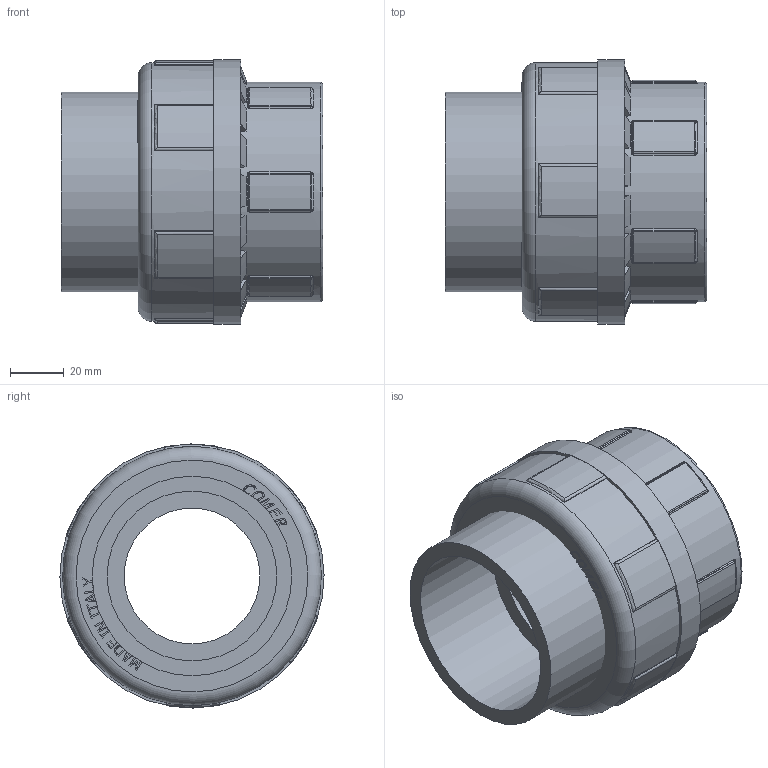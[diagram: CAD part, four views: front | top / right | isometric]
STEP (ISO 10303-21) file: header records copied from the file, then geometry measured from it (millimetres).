
FILE_DESCRIPTION(/* description */ (''),/* implementation_level */ '2;1');
FILE_NAME(/* name */ 'UN800630.stp',/* time_stamp */ '2016-11-11T16:10:24+01:00',/* author */ ('Gabriele'),/* organization */ (''),/* preprocessor_version */ 'ST-DEVELOPER v16.5',/* originating_system */ 'Autodesk Inventor 2017',/* authorisation */ '');
FILE_SCHEMA (('AUTOMOTIVE_DESIGN { 1 0 10303 214 3 1 1 }'));
Length unit declared in the file: millimetre
Products named in the file (5): UN800630; UB800630; NU800630; UE800630; LAV6237E
Assembly tree (4 placements, depth 2):
  UN800630
    UB800630
    NU800630
    UE800630
    LAV6237E
Bounding box: 97 x 98 x 98 mm (x, y, z)
Volume: 275614.1 mm3; surface area: 87579.6 mm2
Topology: 4 solids, 4 shells, 518 faces, 1276 edges, 796 vertices
Faces by surface type: plane 243, bspline 93, cylinder 86, cone 38, torus 34, sphere 24
Full cylindrical faces by diameter (mm): 50.4 x2, 58.422 x1, 58.553 x1, 63 x2, 72 x1, 73.377 x1, 74 x1, 78 x1, 81.53 x2, 96 x1, 98 x1
Entity records: 16321 total; most frequent: CARTESIAN_POINT 4494, ORIENTED_EDGE 2504, DIRECTION 2253, EDGE_CURVE 1252, VERTEX_POINT 792, AXIS2_PLACEMENT_3D 765, LINE 723, VECTOR 723
